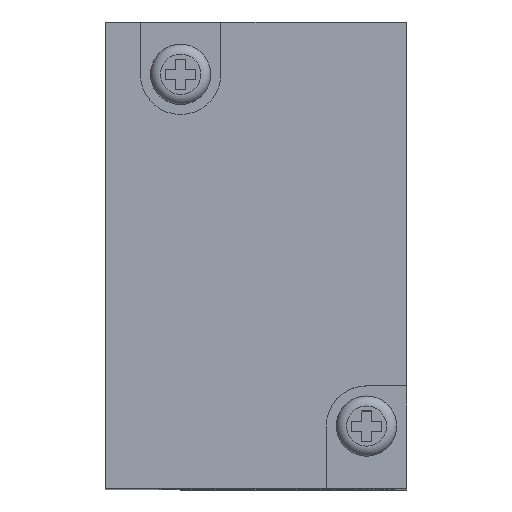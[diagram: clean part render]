
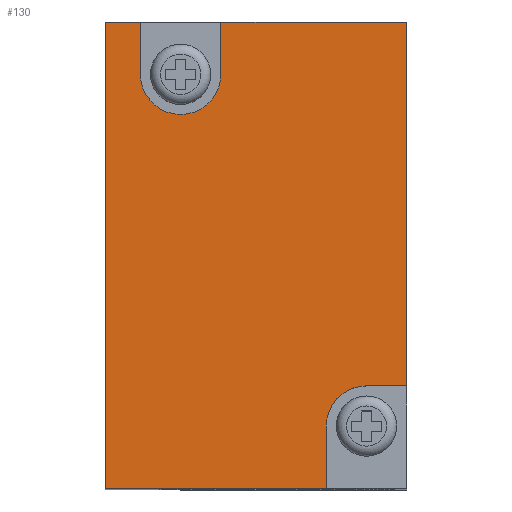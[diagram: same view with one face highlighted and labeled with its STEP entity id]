
A CAD part, top view. The second image highlights one B-rep face of the part: STEP entity #130.
In plain terms, the highlighted planar face has unit normal (0, 0, 1).
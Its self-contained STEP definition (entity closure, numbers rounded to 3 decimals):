
#130 = ADVANCED_FACE( '', ( #324 ), #325, .T. );
#324 = FACE_OUTER_BOUND( '', #616, .T. );
#325 = PLANE( '', #617 );
#616 = EDGE_LOOP( '', ( #1215, #1216, #1217, #1218, #1219, #1220, #1221, #1222, #1223, #1224, #1225 ) );
#617 = AXIS2_PLACEMENT_3D( '', #1226, #1227, #1228 );
#1215 = ORIENTED_EDGE( '', *, *, #1886, .F. );
#1216 = ORIENTED_EDGE( '', *, *, #1889, .F. );
#1217 = ORIENTED_EDGE( '', *, *, #1883, .F. );
#1218 = ORIENTED_EDGE( '', *, *, #1901, .T. );
#1219 = ORIENTED_EDGE( '', *, *, #1902, .T. );
#1220 = ORIENTED_EDGE( '', *, *, #1894, .F. );
#1221 = ORIENTED_EDGE( '', *, *, #1897, .F. );
#1222 = ORIENTED_EDGE( '', *, *, #1899, .F. );
#1223 = ORIENTED_EDGE( '', *, *, #1903, .T. );
#1224 = ORIENTED_EDGE( '', *, *, #1904, .T. );
#1225 = ORIENTED_EDGE( '', *, *, #1905, .T. );
#1226 = CARTESIAN_POINT( '', ( 0., 0., 0. ) );
#1227 = DIRECTION( '', ( 0., 0., 1. ) );
#1228 = DIRECTION( '', ( 1., 0., 0. ) );
#1883 = EDGE_CURVE( '', #2281, #2282, #2283, .T. );
#1886 = EDGE_CURVE( '', #2286, #2287, #2288, .T. );
#1889 = EDGE_CURVE( '', #2282, #2286, #2291, .T. );
#1894 = EDGE_CURVE( '', #2300, #2301, #2302, .T. );
#1897 = EDGE_CURVE( '', #2305, #2300, #2306, .T. );
#1899 = EDGE_CURVE( '', #2308, #2305, #2309, .T. );
#1901 = EDGE_CURVE( '', #2281, #2311, #2312, .T. );
#1902 = EDGE_CURVE( '', #2311, #2301, #2313, .T. );
#1903 = EDGE_CURVE( '', #2308, #2314, #2315, .T. );
#1904 = EDGE_CURVE( '', #2314, #2316, #2317, .T. );
#1905 = EDGE_CURVE( '', #2316, #2287, #2318, .T. );
#2281 = VERTEX_POINT( '', #2974 );
#2282 = VERTEX_POINT( '', #2975 );
#2283 = LINE( '', #2976, #2977 );
#2286 = VERTEX_POINT( '', #2982 );
#2287 = VERTEX_POINT( '', #2983 );
#2288 = LINE( '', #2984, #2985 );
#2291 = CIRCLE( '', #2990, 4. );
#2300 = VERTEX_POINT( '', #3002 );
#2301 = VERTEX_POINT( '', #3003 );
#2302 = LINE( '', #3004, #3005 );
#2305 = VERTEX_POINT( '', #3010 );
#2306 = CIRCLE( '', #3011, 4. );
#2308 = VERTEX_POINT( '', #3014 );
#2309 = LINE( '', #3015, #3016 );
#2311 = VERTEX_POINT( '', #3019 );
#2312 = LINE( '', #3020, #3021 );
#2313 = LINE( '', #3022, #3023 );
#2314 = VERTEX_POINT( '', #3024 );
#2315 = LINE( '', #3025, #3026 );
#2316 = VERTEX_POINT( '', #3027 );
#2317 = LINE( '', #3028, #3029 );
#2318 = LINE( '', #3030, #3031 );
#2974 = CARTESIAN_POINT( '', ( 15., -13., 0. ) );
#2975 = CARTESIAN_POINT( '', ( 11., -13., 0. ) );
#2976 = CARTESIAN_POINT( '', ( 15., -13., 0. ) );
#2977 = VECTOR( '', #3526, 1000. );
#2982 = CARTESIAN_POINT( '', ( 7., -17., 0. ) );
#2983 = CARTESIAN_POINT( '', ( 7., -23.2, 0. ) );
#2984 = CARTESIAN_POINT( '', ( 7., -17., 0. ) );
#2985 = VECTOR( '', #3529, 1000. );
#2990 = AXIS2_PLACEMENT_3D( '', #3532, #3533, #3534 );
#3002 = CARTESIAN_POINT( '', ( -3.5, 18., 0. ) );
#3003 = CARTESIAN_POINT( '', ( -3.5, 23.2, 0. ) );
#3004 = CARTESIAN_POINT( '', ( -3.5, 18., 0. ) );
#3005 = VECTOR( '', #3541, 1000. );
#3010 = CARTESIAN_POINT( '', ( -11.5, 18., 0. ) );
#3011 = AXIS2_PLACEMENT_3D( '', #3544, #3545, #3546 );
#3014 = CARTESIAN_POINT( '', ( -11.5, 23.2, 0. ) );
#3015 = CARTESIAN_POINT( '', ( -11.5, 23.2, 0. ) );
#3016 = VECTOR( '', #3548, 1000. );
#3019 = CARTESIAN_POINT( '', ( 15., 23.2, 0. ) );
#3020 = CARTESIAN_POINT( '', ( 15., -23.2, 0. ) );
#3021 = VECTOR( '', #3550, 1000. );
#3022 = CARTESIAN_POINT( '', ( 15., 23.2, 0. ) );
#3023 = VECTOR( '', #3551, 1000. );
#3024 = CARTESIAN_POINT( '', ( -15., 23.2, 0. ) );
#3025 = CARTESIAN_POINT( '', ( 15., 23.2, 0. ) );
#3026 = VECTOR( '', #3552, 1000. );
#3027 = CARTESIAN_POINT( '', ( -15., -23.2, 0. ) );
#3028 = CARTESIAN_POINT( '', ( -15., 23.2, 0. ) );
#3029 = VECTOR( '', #3553, 1000. );
#3030 = CARTESIAN_POINT( '', ( -15., -23.2, 0. ) );
#3031 = VECTOR( '', #3554, 1000. );
#3526 = DIRECTION( '', ( -1., 0., 0. ) );
#3529 = DIRECTION( '', ( 0., -1., 0. ) );
#3532 = CARTESIAN_POINT( '', ( 11., -17., 0. ) );
#3533 = DIRECTION( '', ( 0., 0., 1. ) );
#3534 = DIRECTION( '', ( 1., 0., 0. ) );
#3541 = DIRECTION( '', ( 0., 1., 0. ) );
#3544 = CARTESIAN_POINT( '', ( -7.5, 18., 0. ) );
#3545 = DIRECTION( '', ( 0., 0., 1. ) );
#3546 = DIRECTION( '', ( 1., 0., 0. ) );
#3548 = DIRECTION( '', ( 0., -1., 0. ) );
#3550 = DIRECTION( '', ( 0., 1., 0. ) );
#3551 = DIRECTION( '', ( -1., 0., 0. ) );
#3552 = DIRECTION( '', ( -1., 0., 0. ) );
#3553 = DIRECTION( '', ( 0., -1., 0. ) );
#3554 = DIRECTION( '', ( 1., 0., 0. ) );
